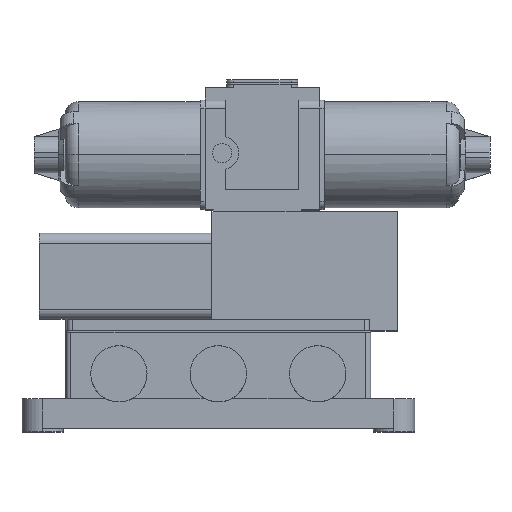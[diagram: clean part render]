
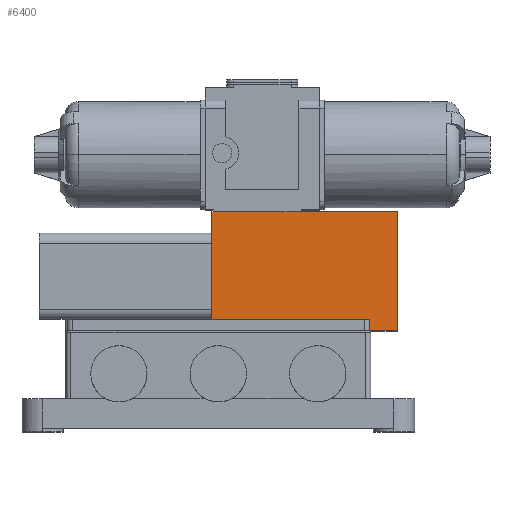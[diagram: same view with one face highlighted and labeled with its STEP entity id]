
A CAD part, top view. The second image highlights one B-rep face of the part: STEP entity #6400.
In plain terms, the highlighted planar face has unit normal (0, 0, 1).
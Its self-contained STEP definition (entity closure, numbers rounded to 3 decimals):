
#43 = ORIENTED_EDGE ( 'NONE', *, *, #4314, .T. ) ;
#51 = LINE ( 'NONE', #8550, #1451 ) ;
#167 = DIRECTION ( 'NONE',  ( 1., 0., 0. ) ) ;
#174 = VERTEX_POINT ( 'NONE', #1519 ) ;
#201 = ORIENTED_EDGE ( 'NONE', *, *, #5399, .F. ) ;
#693 = EDGE_CURVE ( 'NONE', #7451, #174, #4522, .T. ) ;
#757 = CARTESIAN_POINT ( 'NONE',  ( 91.454, 26., 33. ) ) ;
#906 = DIRECTION ( 'NONE',  ( 1., 0., 0. ) ) ;
#1177 = CARTESIAN_POINT ( 'NONE',  ( -4., 98., 33. ) ) ;
#1349 = CARTESIAN_POINT ( 'NONE',  ( 108., 98., 33. ) ) ;
#1451 = VECTOR ( 'NONE', #167, 1000. ) ;
#1470 = EDGE_CURVE ( 'NONE', #4709, #7268, #51, .T. ) ;
#1484 = CARTESIAN_POINT ( 'NONE',  ( -3., 98., 33. ) ) ;
#1519 = CARTESIAN_POINT ( 'NONE',  ( 92., 26., 33. ) ) ;
#2067 = CARTESIAN_POINT ( 'NONE',  ( -4., 26., 33. ) ) ;
#2112 = VECTOR ( 'NONE', #7761, 1000. ) ;
#2332 = LINE ( 'NONE', #8872, #7434 ) ;
#2379 = LINE ( 'NONE', #6112, #5299 ) ;
#2408 = CARTESIAN_POINT ( 'NONE',  ( 50., 98., 33. ) ) ;
#2438 = DIRECTION ( 'NONE',  ( -1., 0., 0. ) ) ;
#2466 = VERTEX_POINT ( 'NONE', #8756 ) ;
#2483 = DIRECTION ( 'NONE',  ( 0., 1., 0. ) ) ;
#2654 = CARTESIAN_POINT ( 'NONE',  ( -4., 98., 33. ) ) ;
#3032 = LINE ( 'NONE', #4863, #11525 ) ;
#3071 = FACE_OUTER_BOUND ( 'NONE', #3465, .T. ) ;
#3104 = ORIENTED_EDGE ( 'NONE', *, *, #1470, .F. ) ;
#3465 = EDGE_LOOP ( 'NONE', ( #7281, #7239, #3800, #7762, #6062, #4815, #3104, #43, #201 ) ) ;
#3539 = VERTEX_POINT ( 'NONE', #2408 ) ;
#3655 = CARTESIAN_POINT ( 'NONE',  ( -4., 26., 33. ) ) ;
#3714 = VERTEX_POINT ( 'NONE', #6503 ) ;
#3800 = ORIENTED_EDGE ( 'NONE', *, *, #7821, .T. ) ;
#3875 = VECTOR ( 'NONE', #906, 1000. ) ;
#4042 = DIRECTION ( 'NONE',  ( 0., -1., 0. ) ) ;
#4314 = EDGE_CURVE ( 'NONE', #4709, #9630, #6439, .T. ) ;
#4330 = VERTEX_POINT ( 'NONE', #7864 ) ;
#4522 = LINE ( 'NONE', #3655, #3875 ) ;
#4709 = VERTEX_POINT ( 'NONE', #1177 ) ;
#4815 = ORIENTED_EDGE ( 'NONE', *, *, #4999, .F. ) ;
#4863 = CARTESIAN_POINT ( 'NONE',  ( -4., 98., 33. ) ) ;
#4999 = EDGE_CURVE ( 'NONE', #7268, #3539, #2332, .T. ) ;
#5299 = VECTOR ( 'NONE', #2438, 1000. ) ;
#5399 = EDGE_CURVE ( 'NONE', #2466, #9630, #2379, .T. ) ;
#5879 = PLANE ( 'NONE',  #9000 ) ;
#5974 = LINE ( 'NONE', #2067, #2112 ) ;
#6012 = VECTOR ( 'NONE', #9921, 1000. ) ;
#6062 = ORIENTED_EDGE ( 'NONE', *, *, #8721, .F. ) ;
#6112 = CARTESIAN_POINT ( 'NONE',  ( 88.292, 33., 33. ) ) ;
#6381 = DIRECTION ( 'NONE',  ( 0., -1., 0. ) ) ;
#6400 = ADVANCED_FACE ( 'NONE', ( #3071 ), #5879, .T. ) ;
#6439 = LINE ( 'NONE', #2654, #10828 ) ;
#6503 = CARTESIAN_POINT ( 'NONE',  ( 108., 26., 33. ) ) ;
#7239 = ORIENTED_EDGE ( 'NONE', *, *, #693, .T. ) ;
#7268 = VERTEX_POINT ( 'NONE', #1484 ) ;
#7281 = ORIENTED_EDGE ( 'NONE', *, *, #9627, .F. ) ;
#7434 = VECTOR ( 'NONE', #10779, 1000. ) ;
#7451 = VERTEX_POINT ( 'NONE', #757 ) ;
#7657 = EDGE_CURVE ( 'NONE', #4330, #3714, #10784, .T. ) ;
#7761 = DIRECTION ( 'NONE',  ( 1., 0., 0. ) ) ;
#7762 = ORIENTED_EDGE ( 'NONE', *, *, #7657, .F. ) ;
#7821 = EDGE_CURVE ( 'NONE', #174, #3714, #5974, .T. ) ;
#7864 = CARTESIAN_POINT ( 'NONE',  ( 108., 98., 33. ) ) ;
#8052 = LINE ( 'NONE', #11903, #8115 ) ;
#8115 = VECTOR ( 'NONE', #2483, 1000. ) ;
#8550 = CARTESIAN_POINT ( 'NONE',  ( -4., 98., 33. ) ) ;
#8683 = DIRECTION ( 'NONE',  ( 0., 0., 1. ) ) ;
#8721 = EDGE_CURVE ( 'NONE', #3539, #4330, #3032, .T. ) ;
#8756 = CARTESIAN_POINT ( 'NONE',  ( 91.454, 33., 33. ) ) ;
#8872 = CARTESIAN_POINT ( 'NONE',  ( -4., 98., 33. ) ) ;
#9000 = AXIS2_PLACEMENT_3D ( 'NONE', #9608, #8683, #4042 ) ;
#9608 = CARTESIAN_POINT ( 'NONE',  ( -4., 98., 33. ) ) ;
#9627 = EDGE_CURVE ( 'NONE', #7451, #2466, #8052, .T. ) ;
#9630 = VERTEX_POINT ( 'NONE', #9943 ) ;
#9679 = DIRECTION ( 'NONE',  ( 1., 0., 0. ) ) ;
#9921 = DIRECTION ( 'NONE',  ( 0., -1., 0. ) ) ;
#9943 = CARTESIAN_POINT ( 'NONE',  ( -4., 33., 33. ) ) ;
#10779 = DIRECTION ( 'NONE',  ( 1., 0., 0. ) ) ;
#10784 = LINE ( 'NONE', #1349, #6012 ) ;
#10828 = VECTOR ( 'NONE', #6381, 1000. ) ;
#11525 = VECTOR ( 'NONE', #9679, 1000. ) ;
#11903 = CARTESIAN_POINT ( 'NONE',  ( 91.454, 33., 33. ) ) ;
